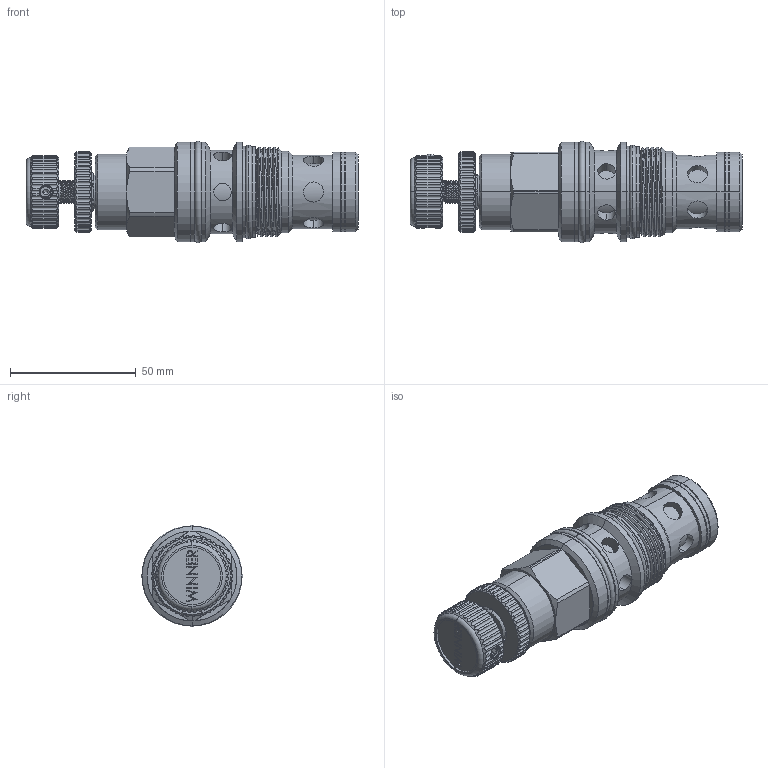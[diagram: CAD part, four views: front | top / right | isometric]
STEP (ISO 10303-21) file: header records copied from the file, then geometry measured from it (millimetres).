
FILE_DESCRIPTION (( 'STEP AP203' ), '1' );
FILE_NAME ('FR17A3A-K.STEP', '2020-03-20T02:02:04', ( '' ), ( '' ), 'SwSTEP 2.0', 'SolidWorks 2018', '' );
FILE_SCHEMA (( 'CONFIG_CONTROL_DESIGN' ));
Length unit declared in the file: millimetre
Products named in the file (1): FR17A3A-K
Bounding box: 132.22 x 40.39 x 40.39 mm (x, y, z)
Volume: 99227.2 mm3; surface area: 30174 mm2
Topology: 9 solids, 10 shells, 909 faces, 2478 edges, 1580 vertices
Faces by surface type: cylinder 447, plane 220, cone 108, torus 72, bspline 60, sphere 2
Entity records: 62869 total; most frequent: CARTESIAN_POINT 41534, ORIENTED_EDGE 4902, DIRECTION 3927, EDGE_CURVE 2451, VERTEX_POINT 1577, AXIS2_PLACEMENT_3D 1521, EDGE_LOOP 968, FACE_OUTER_BOUND 909
